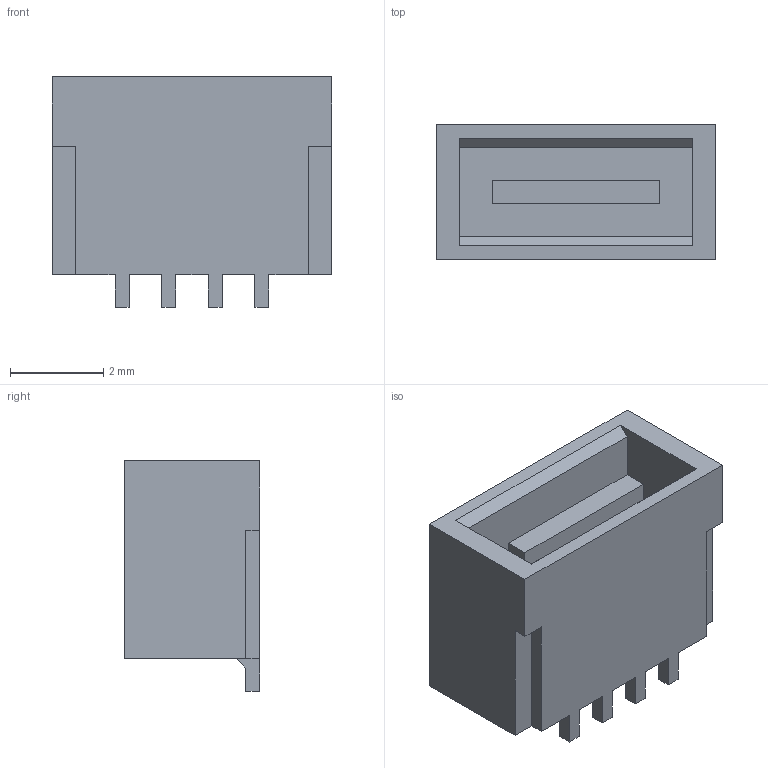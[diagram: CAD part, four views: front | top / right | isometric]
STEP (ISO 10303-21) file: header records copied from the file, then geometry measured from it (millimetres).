
FILE_DESCRIPTION(/* description */ (''),/* implementation_level */ '2;1');
FILE_NAME(/* name */ 'JST-SR-4.step',/* time_stamp */ '2019-03-19T19:33:27-07:00',/* author */ (''),/* organization */ (''),/* preprocessor_version */ 'ST-DEVELOPER v17.2',/* originating_system */ 'Autodesk Translation Framework v7.6.0.251',/* authorisation */ '');
FILE_SCHEMA (('AUTOMOTIVE_DESIGN { 1 0 10303 214 3 1 1 }'));
Length unit declared in the file: millimetre
Products named in the file (1): (Unsaved)
Bounding box: 6 x 2.9 x 4.95 mm (x, y, z)
Volume: 49.2 mm3; surface area: 174.6 mm2
Topology: 1 solids, 1 shells, 44 faces, 120 edges, 80 vertices
Faces by surface type: plane 44
Entity records: 1397 total; most frequent: CARTESIAN_POINT 245, ORIENTED_EDGE 240, DIRECTION 210, LINE 120, VECTOR 120, EDGE_CURVE 120, VERTEX_POINT 80, EDGE_LOOP 46
